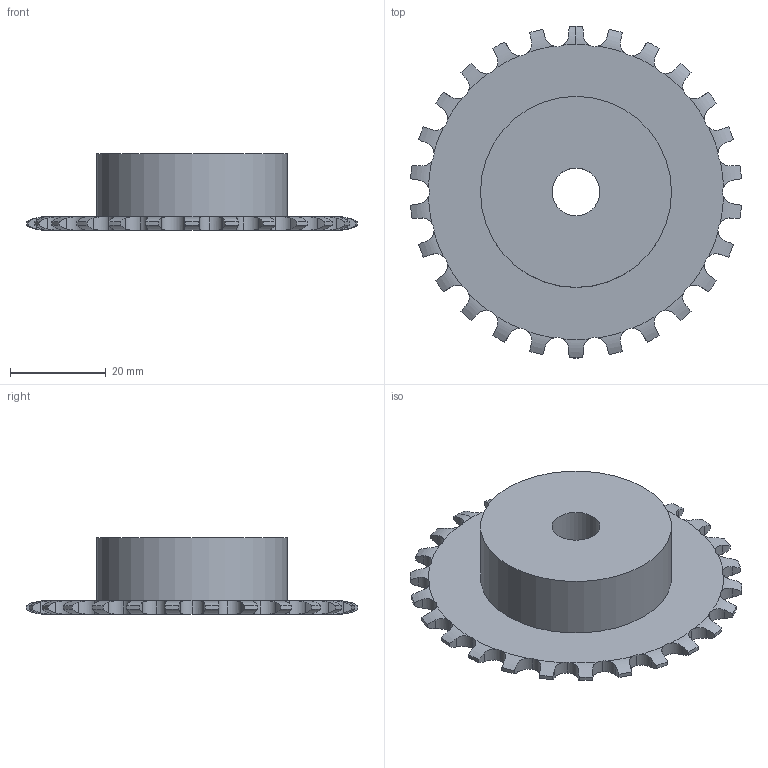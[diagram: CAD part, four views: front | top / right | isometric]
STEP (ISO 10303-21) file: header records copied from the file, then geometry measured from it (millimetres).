
FILE_DESCRIPTION(('FreeCAD Model'),'2;1');
FILE_NAME('Open CASCADE Shape Model','2021-03-07T16:56:54',( 'Simone Bignetti'),(''),'Open CASCADE STEP processor 7.4','FreeCAD', 'Unknown');
FILE_SCHEMA(('AUTOMOTIVE_DESIGN { 1 0 10303 214 1 1 1 1 }'));
Length unit declared in the file: millimetre
Products named in the file (1): Hole
Bounding box: 69.28 x 69.5 x 16 mm (x, y, z)
Volume: 24454.9 mm3; surface area: 9398.9 mm2
Topology: 1 solids, 1 shells, 242 faces, 715 edges, 477 vertices
Faces by surface type: cylinder 132, plane 56, revolution 54
Full cylindrical faces by diameter (mm): 10 x1, 40 x1
Entity records: 24718 total; most frequent: CARTESIAN_POINT 11569, DIRECTION 2147, ORIENTED_EDGE 1430, PCURVE 1430, DEFINITIONAL_REPRESENTATION 1430, LINE 1086, VECTOR 1086, EDGE_CURVE 715
